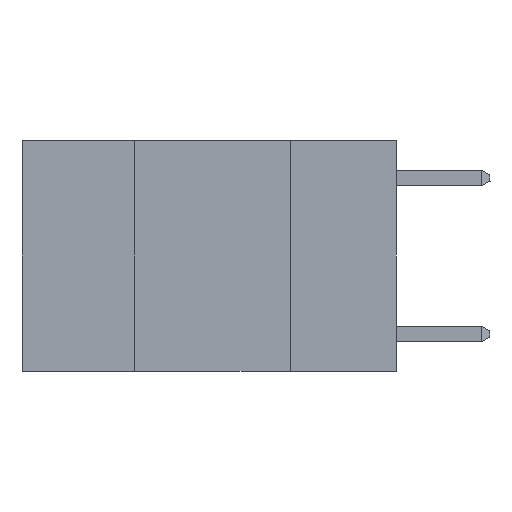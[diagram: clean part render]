
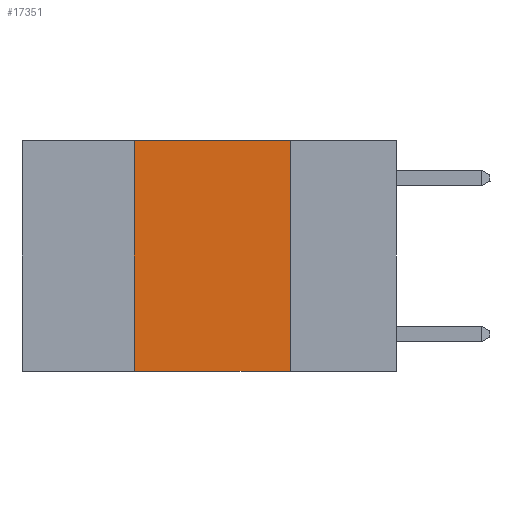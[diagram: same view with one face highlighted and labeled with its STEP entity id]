
A CAD part, left-side view. The second image highlights one B-rep face of the part: STEP entity #17351.
In plain terms, the highlighted planar face has unit normal (-1, 0, 0).
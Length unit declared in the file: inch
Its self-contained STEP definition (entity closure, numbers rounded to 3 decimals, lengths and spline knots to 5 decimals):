
#133 = CARTESIAN_POINT ( 'NONE',  ( 0., 0.42, 0. ) ) ;
#550 = VECTOR ( 'NONE', #2508, 39.37008 ) ;
#638 = VERTEX_POINT ( 'NONE', #17424 ) ;
#958 = VECTOR ( 'NONE', #1122, 39.37008 ) ;
#1122 = DIRECTION ( 'NONE',  ( 0., -1., 0. ) ) ;
#1194 = EDGE_CURVE ( 'NONE', #8202, #21795, #16519, .T. ) ;
#2508 = DIRECTION ( 'NONE',  ( 0., 0., 1. ) ) ;
#2528 = CARTESIAN_POINT ( 'NONE',  ( 0., 0.6, 0. ) ) ;
#2569 = DIRECTION ( 'NONE',  ( 0., -1., 0. ) ) ;
#5059 = EDGE_CURVE ( 'NONE', #21795, #638, #8358, .T. ) ;
#5071 = CARTESIAN_POINT ( 'NONE',  ( 0., 0.42, -0.37 ) ) ;
#5468 = EDGE_LOOP ( 'NONE', ( #8293, #14464, #26485, #21229 ) ) ;
#5668 = DIRECTION ( 'NONE',  ( 1., 0., 0. ) ) ;
#6621 = CARTESIAN_POINT ( 'NONE',  ( 0., 0.42, 0. ) ) ;
#6629 = EDGE_CURVE ( 'NONE', #29587, #8202, #10818, .T. ) ;
#8202 = VERTEX_POINT ( 'NONE', #6621 ) ;
#8293 = ORIENTED_EDGE ( 'NONE', *, *, #5059, .F. ) ;
#8358 = LINE ( 'NONE', #22649, #26543 ) ;
#8940 = DIRECTION ( 'NONE',  ( 0., 0., -1. ) ) ;
#10818 = LINE ( 'NONE', #133, #550 ) ;
#11274 = EDGE_CURVE ( 'NONE', #29587, #638, #24079, .T. ) ;
#11807 = FACE_OUTER_BOUND ( 'NONE', #5468, .T. ) ;
#14464 = ORIENTED_EDGE ( 'NONE', *, *, #1194, .F. ) ;
#15835 = CARTESIAN_POINT ( 'NONE',  ( 0., 0.17, 0. ) ) ;
#16519 = LINE ( 'NONE', #2528, #21834 ) ;
#17191 = CARTESIAN_POINT ( 'NONE',  ( 0., 0.6, 0. ) ) ;
#17351 = ADVANCED_FACE ( 'NONE', ( #11807 ), #19452, .F. ) ;
#17405 = CARTESIAN_POINT ( 'NONE',  ( 0., 0.6, -0.37 ) ) ;
#17424 = CARTESIAN_POINT ( 'NONE',  ( 0., 0.17, -0.37 ) ) ;
#19452 = PLANE ( 'NONE',  #27564 ) ;
#21229 = ORIENTED_EDGE ( 'NONE', *, *, #11274, .T. ) ;
#21752 = DIRECTION ( 'NONE',  ( 0., 0., -1. ) ) ;
#21795 = VERTEX_POINT ( 'NONE', #15835 ) ;
#21834 = VECTOR ( 'NONE', #2569, 39.37008 ) ;
#22649 = CARTESIAN_POINT ( 'NONE',  ( 0., 0.17, 0. ) ) ;
#24079 = LINE ( 'NONE', #17405, #958 ) ;
#26485 = ORIENTED_EDGE ( 'NONE', *, *, #6629, .F. ) ;
#26543 = VECTOR ( 'NONE', #8940, 39.37008 ) ;
#27564 = AXIS2_PLACEMENT_3D ( 'NONE', #17191, #5668, #21752 ) ;
#29587 = VERTEX_POINT ( 'NONE', #5071 ) ;
